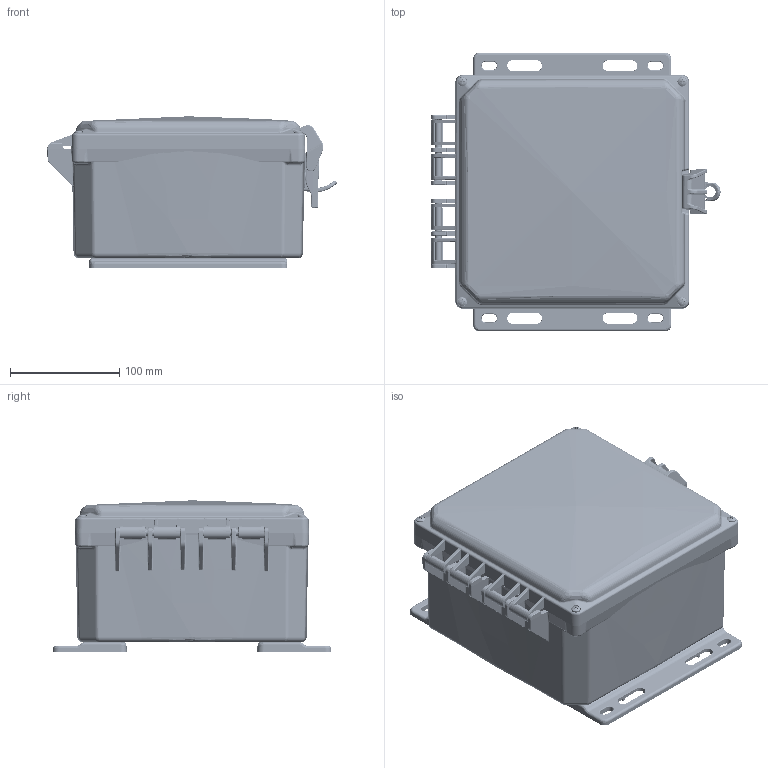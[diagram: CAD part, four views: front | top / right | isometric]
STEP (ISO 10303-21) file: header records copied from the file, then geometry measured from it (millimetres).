
FILE_DESCRIPTION((''),'2;1');
FILE_NAME('H8084HFNL_ASM','2016-12-02T',('tstokes'),(''),'CREO PARAMETRIC BY PTC INC, 2016050','CREO PARAMETRIC BY PTC INC, 2016050','');
FILE_SCHEMA(('CONFIG_CONTROL_DESIGN'));
Products named in the file (15): H884BH; 9912525-80-10; 9912521-80-10; H884BH_ASM; H88CHO; 9912538-82-10; MFLK8; 9912530-82-10; LWRLL-100; UPRLL-100; BMTLL-100; LLPC-100_ASM; 9912576-82-10; 9912558-87-10; H8084HFNL_ASM
Assembly tree (33 placements, depth 3):
  H8084HFNL_ASM
    H884BH_ASM
      H884BH
      9912525-80-10  x8
      9912521-80-10  x4
    H88CHO
    9912538-82-10  x4
    MFLK8  x2
    9912530-82-10  x4
    LLPC-100_ASM
      LWRLL-100
      UPRLL-100
      BMTLL-100
    9912576-82-10  x2
    9912558-87-10  x2
Bounding box: 265.29 x 255.52 x 138.81 mm (x, y, z)
Volume: 909084.7 mm3; surface area: 513608.5 mm2
Topology: 31 solids, 31 shells, 6348 faces, 15836 edges, 9739 vertices
Faces by surface type: plane 2631, cylinder 1959, bspline 1216, cone 300, sphere 132, torus 110
Entity records: 203552 total; most frequent: CARTESIAN_POINT 92762, ORIENTED_EDGE 24922, DIRECTION 19969, EDGE_CURVE 12461, VERTEX_POINT 7644, VECTOR 7481, LINE 7481, AXIS2_PLACEMENT_3D 6244
